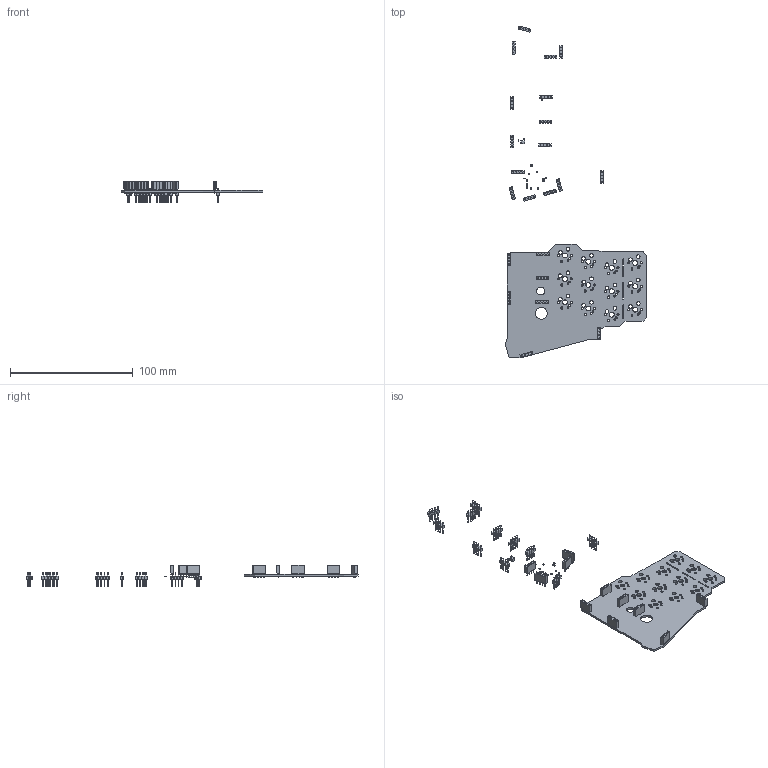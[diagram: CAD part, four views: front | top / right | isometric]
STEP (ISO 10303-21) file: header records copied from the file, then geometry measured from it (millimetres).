
FILE_DESCRIPTION(('KiCad electronic assembly'),'2;1');
FILE_NAME('ThumbsUp.step','2023-06-21T20:14:22',('An Author'),( 'A Company'),'Open CASCADE STEP processor 6.9', 'KiCad to STEP converter','Unknown');
FILE_SCHEMA(('AUTOMOTIVE_DESIGN { 1 0 10303 214 1 1 1 1 }'));
Length unit declared in the file: millimetre
Products named in the file (12): Open CASCADE STEP translator 6.9 1; C_1210_3225Metric; SOLID; PinHeader_1x04_P2.54mm_Vertical; PinSocket_1x04_P2.54mm_Vertical; R_0402_1005Metric; C_0402_1005Metric; COMPOUND
Assembly tree (51 placements, depth 3):
  Open CASCADE STEP translator 6.9 1
    C_1210_3225Metric
      SOLID
    PinHeader_1x04_P2.54mm_Vertical  x11
      SOLID
    PinSocket_1x04_P2.54mm_Vertical  x11
      SOLID
    R_0402_1005Metric  x8
      SOLID
    C_0402_1005Metric  x14
      SOLID
    COMPOUND
Bounding box: 115.41 x 270.39 x 17.24 mm (x, y, z)
Volume: 15171.4 mm3; surface area: 23416.9 mm2
Topology: 46 solids, 46 shells, 3405 faces, 8629 edges, 5566 vertices
Faces by surface type: plane 2993, cylinder 412
Full cylindrical faces by diameter (mm): 1 x28, 1.47 x24, 1.75 x24, 3 x24, 3.988 x12, 6.5 x1, 9.6 x1
Entity records: 37720 total; most frequent: CARTESIAN_POINT 5916, DIRECTION 5653, LINE 3343, VECTOR 3343, ORIENTED_EDGE 2794, PCURVE 2794, DEFINITIONAL_REPRESENTATION 2794, EDGE_CURVE 1397
